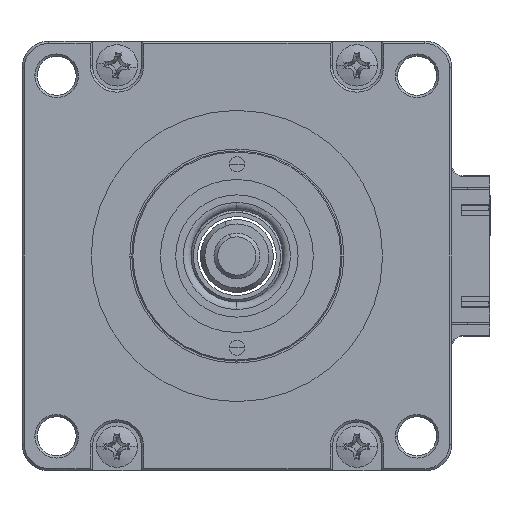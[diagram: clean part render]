
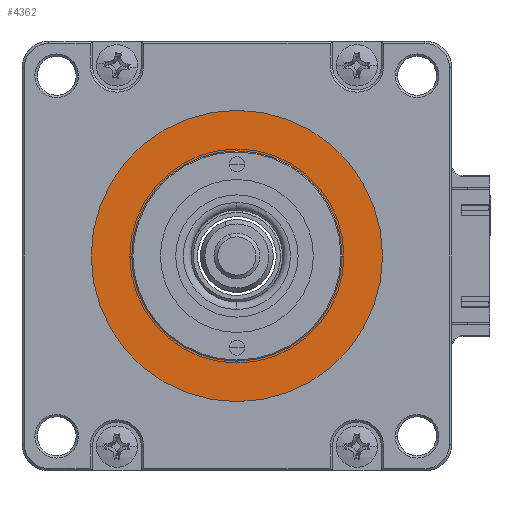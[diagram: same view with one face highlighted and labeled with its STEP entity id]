
A CAD part, left-side view. The second image highlights one B-rep face of the part: STEP entity #4362.
In plain terms, the highlighted planar face has unit normal (-1, 0, 0).
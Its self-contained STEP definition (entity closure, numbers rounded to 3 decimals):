
#188 = DIRECTION ( 'NONE',  ( 0., -1., 0. ) ) ;
#426 = CARTESIAN_POINT ( 'NONE',  ( -38.623, 4.472, 48.3 ) ) ;
#549 = CARTESIAN_POINT ( 'NONE',  ( -38.623, -9.278, 48.3 ) ) ;
#831 = ORIENTED_EDGE ( 'NONE', *, *, #1356, .F. ) ;
#1308 = FACE_OUTER_BOUND ( 'NONE', #9907, .T. ) ;
#1356 = EDGE_CURVE ( 'NONE', #11725, #7347, #9620, .T. ) ;
#1467 = DIRECTION ( 'NONE',  ( 0., -1., 0. ) ) ;
#2345 = DIRECTION ( 'NONE',  ( 0., -1., 0. ) ) ;
#2875 = CIRCLE ( 'NONE', #8284, 19.05 ) ;
#3309 = AXIS2_PLACEMENT_3D ( 'NONE', #11892, #11763, #12121 ) ;
#4059 = FACE_BOUND ( 'NONE', #11032, .T. ) ;
#4362 = ADVANCED_FACE ( 'NONE', ( #4059, #1308 ), #10602, .T. ) ;
#4454 = CARTESIAN_POINT ( 'NONE',  ( -38.623, 4.472, 48.3 ) ) ;
#5420 = CARTESIAN_POINT ( 'NONE',  ( -38.623, 29.072, 72.9 ) ) ;
#5496 = DIRECTION ( 'NONE',  ( 0., -1., 0. ) ) ;
#5875 = ORIENTED_EDGE ( 'NONE', *, *, #7728, .F. ) ;
#6187 = EDGE_CURVE ( 'NONE', #12363, #11736, #2875, .T. ) ;
#6370 = DIRECTION ( 'NONE',  ( -1., 0., 0. ) ) ;
#6745 = AXIS2_PLACEMENT_3D ( 'NONE', #5420, #8532, #2345 ) ;
#7347 = VERTEX_POINT ( 'NONE', #549 ) ;
#7641 = DIRECTION ( 'NONE',  ( -1., 0., 0. ) ) ;
#7728 = EDGE_CURVE ( 'NONE', #7347, #11725, #12314, .T. ) ;
#7980 = CARTESIAN_POINT ( 'NONE',  ( -38.623, -14.578, 48.3 ) ) ;
#8284 = AXIS2_PLACEMENT_3D ( 'NONE', #4454, #11705, #5496 ) ;
#8410 = EDGE_CURVE ( 'NONE', #11736, #12363, #11821, .T. ) ;
#8532 = DIRECTION ( 'NONE',  ( -1., 0., 0. ) ) ;
#8981 = AXIS2_PLACEMENT_3D ( 'NONE', #12557, #6370, #188 ) ;
#9620 = CIRCLE ( 'NONE', #3309, 13.75 ) ;
#9891 = CARTESIAN_POINT ( 'NONE',  ( -38.623, 23.522, 48.3 ) ) ;
#9907 = EDGE_LOOP ( 'NONE', ( #12187, #10071 ) ) ;
#10071 = ORIENTED_EDGE ( 'NONE', *, *, #8410, .T. ) ;
#10602 = PLANE ( 'NONE',  #6745 ) ;
#10821 = AXIS2_PLACEMENT_3D ( 'NONE', #426, #7641, #1467 ) ;
#11032 = EDGE_LOOP ( 'NONE', ( #831, #5875 ) ) ;
#11705 = DIRECTION ( 'NONE',  ( -1., 0., 0. ) ) ;
#11725 = VERTEX_POINT ( 'NONE', #11905 ) ;
#11736 = VERTEX_POINT ( 'NONE', #9891 ) ;
#11763 = DIRECTION ( 'NONE',  ( -1., 0., 0. ) ) ;
#11821 = CIRCLE ( 'NONE', #10821, 19.05 ) ;
#11892 = CARTESIAN_POINT ( 'NONE',  ( -38.623, 4.472, 48.3 ) ) ;
#11905 = CARTESIAN_POINT ( 'NONE',  ( -38.623, 18.222, 48.3 ) ) ;
#12121 = DIRECTION ( 'NONE',  ( 0., -1., 0. ) ) ;
#12187 = ORIENTED_EDGE ( 'NONE', *, *, #6187, .T. ) ;
#12314 = CIRCLE ( 'NONE', #8981, 13.75 ) ;
#12363 = VERTEX_POINT ( 'NONE', #7980 ) ;
#12557 = CARTESIAN_POINT ( 'NONE',  ( -38.623, 4.472, 48.3 ) ) ;
